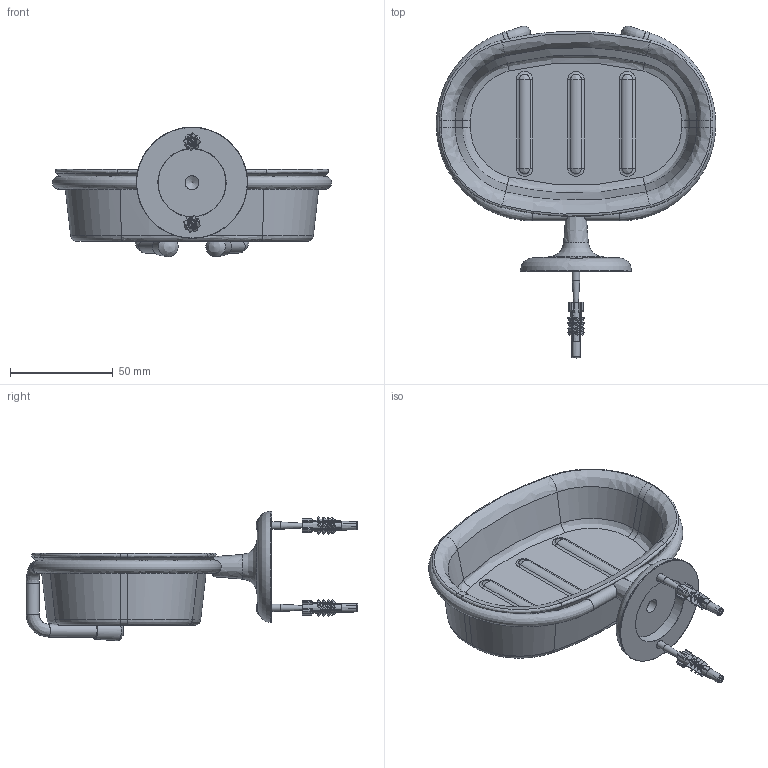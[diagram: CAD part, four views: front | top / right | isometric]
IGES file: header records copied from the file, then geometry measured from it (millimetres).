
Global section: file name: N34; native system: Autodesk Inventor 2018; preprocessor: unknown; author: aprice; date: 20171027.095210; units: millimetre
Bounding box: 135.83 x 161.39 x 62.99 mm (x, y, z)
Volume: 127516.8 mm3; surface area: 54625.4 mm2
Topology: 9 solids, 9 shells, 584 faces, 1655 edges, 1078 vertices
Faces by surface type: bspline 584
